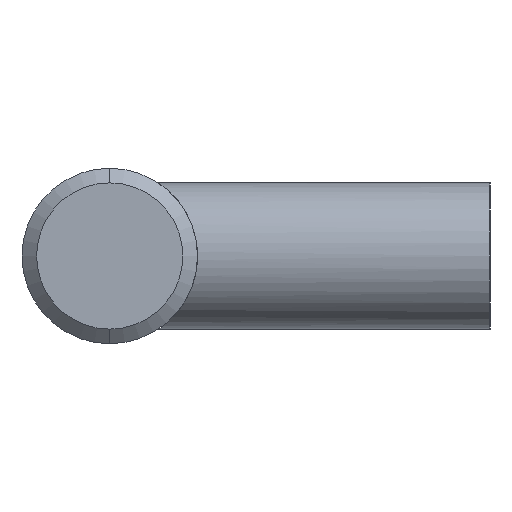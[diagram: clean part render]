
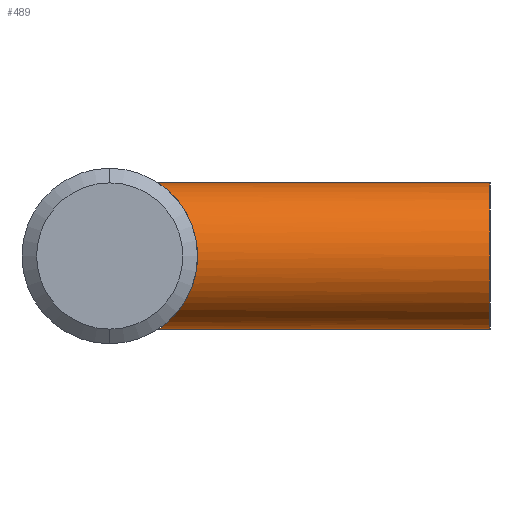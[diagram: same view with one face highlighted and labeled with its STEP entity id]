
A CAD part, left-side view. The second image highlights one B-rep face of the part: STEP entity #489.
In plain terms, the highlighted cylindrical face has radius 5 mm (diameter 10 mm), a partial arc.
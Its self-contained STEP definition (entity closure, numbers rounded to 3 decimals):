
#15 = DIRECTION ( 'NONE',  ( 0., 1., 0. ) ) ;
#30 = DIRECTION ( 'NONE',  ( 0., 1., 0. ) ) ;
#38 = CARTESIAN_POINT ( 'NONE',  ( -4.991, -5.992, 0.354 ) ) ;
#39 = FACE_OUTER_BOUND ( 'NONE', #542, .T. ) ;
#43 = DIRECTION ( 'NONE',  ( 0., 1., 0. ) ) ;
#44 = CARTESIAN_POINT ( 'NONE',  ( -3.272, -4.656, 3.794 ) ) ;
#49 = CARTESIAN_POINT ( 'NONE',  ( 0., -3.317, -5. ) ) ;
#78 = AXIS2_PLACEMENT_3D ( 'NONE', #539, #43, #578 ) ;
#84 = CARTESIAN_POINT ( 'NONE',  ( -4.444, -5.545, 2.316 ) ) ;
#85 = VERTEX_POINT ( 'NONE', #49 ) ;
#90 = ORIENTED_EDGE ( 'NONE', *, *, #143, .T. ) ;
#93 = VECTOR ( 'NONE', #411, 1000. ) ;
#94 = CARTESIAN_POINT ( 'NONE',  ( -0.354, -3.317, 5. ) ) ;
#108 = ORIENTED_EDGE ( 'NONE', *, *, #370, .F. ) ;
#118 = CARTESIAN_POINT ( 'NONE',  ( 0., -26., 0. ) ) ;
#126 = CARTESIAN_POINT ( 'NONE',  ( -4.928, -5.94, -0.863 ) ) ;
#128 = CARTESIAN_POINT ( 'NONE',  ( -3.921, -5.134, 3.119 ) ) ;
#134 = CARTESIAN_POINT ( 'NONE',  ( -0.696, -3.374, 4.963 ) ) ;
#143 = EDGE_CURVE ( 'NONE', #419, #336, #405, .T. ) ;
#145 = CARTESIAN_POINT ( 'NONE',  ( -1.667, -3.704, 4.724 ) ) ;
#172 = CARTESIAN_POINT ( 'NONE',  ( 0., -26., -5. ) ) ;
#179 = VERTEX_POINT ( 'NONE', #312 ) ;
#180 = CARTESIAN_POINT ( 'NONE',  ( -5.009, -6.008, 0.006 ) ) ;
#188 = CARTESIAN_POINT ( 'NONE',  ( -2.252, -4.001, -4.475 ) ) ;
#192 = EDGE_CURVE ( 'NONE', #336, #179, #216, .T. ) ;
#215 = B_SPLINE_CURVE_WITH_KNOTS ( 'NONE', 3,
 ( #368, #94, #134, #379, #145, #271, #488, #535, #44, #239, #128, #579, #84, #318, #223, #479, #268, #38, #180, #583, #625, #126, #528, #228, #234, #277, #425, #436, #541, #635, #482, #188, #334, #282, #316, #574, #417, #544, #627, #323, #363 ),
 .UNSPECIFIED., .F., .F.,
 ( 4, 2, 2, 2, 2, 2, 2, 2, 2, 1, 2, 2, 2, 2, 2, 2, 2, 2, 2, 2, 4 ),
 ( 0., 0.001, 0.002, 0.003, 0.004, 0.005, 0.006, 0.007, 0.008, 0.008, 0.009, 0.009, 0.01, 0.011, 0.013, 0.014, 0.015, 0.015, 0.016, 0.016, 0.017 ),
 .UNSPECIFIED. ) ;
#216 = LINE ( 'NONE', #309, #93 ) ;
#223 = CARTESIAN_POINT ( 'NONE',  ( -4.818, -5.849, 1.38 ) ) ;
#228 = CARTESIAN_POINT ( 'NONE',  ( -4.717, -5.766, -1.692 ) ) ;
#234 = CARTESIAN_POINT ( 'NONE',  ( -4.449, -5.548, -2.307 ) ) ;
#239 = CARTESIAN_POINT ( 'NONE',  ( -3.714, -4.977, 3.362 ) ) ;
#242 = ORIENTED_EDGE ( 'NONE', *, *, #269, .T. ) ;
#268 = CARTESIAN_POINT ( 'NONE',  ( -4.954, -5.961, 0.702 ) ) ;
#269 = EDGE_CURVE ( 'NONE', #179, #85, #215, .T. ) ;
#271 = CARTESIAN_POINT ( 'NONE',  ( -2.249, -3.999, 4.477 ) ) ;
#277 = CARTESIAN_POINT ( 'NONE',  ( -4.289, -5.42, -2.59 ) ) ;
#282 = CARTESIAN_POINT ( 'NONE',  ( -1.667, -3.709, -4.717 ) ) ;
#296 = VECTOR ( 'NONE', #30, 1000. ) ;
#309 = CARTESIAN_POINT ( 'NONE',  ( 0., -26., 5. ) ) ;
#312 = CARTESIAN_POINT ( 'NONE',  ( 0., -3.317, 5. ) ) ;
#316 = CARTESIAN_POINT ( 'NONE',  ( -1.356, -3.58, -4.815 ) ) ;
#318 = CARTESIAN_POINT ( 'NONE',  ( -4.713, -5.762, 1.703 ) ) ;
#323 = CARTESIAN_POINT ( 'NONE',  ( -0.175, -3.317, -5. ) ) ;
#334 = CARTESIAN_POINT ( 'NONE',  ( -1.816, -3.779, -4.661 ) ) ;
#336 = VERTEX_POINT ( 'NONE', #472 ) ;
#363 = CARTESIAN_POINT ( 'NONE',  ( 0., -3.317, -5. ) ) ;
#368 = CARTESIAN_POINT ( 'NONE',  ( 0., -3.317, 5. ) ) ;
#370 = EDGE_CURVE ( 'NONE', #419, #85, #632, .T. ) ;
#379 = CARTESIAN_POINT ( 'NONE',  ( -1.36, -3.571, 4.823 ) ) ;
#405 = CIRCLE ( 'NONE', #537, 5. ) ;
#411 = DIRECTION ( 'NONE',  ( 0., 1., 0. ) ) ;
#417 = CARTESIAN_POINT ( 'NONE',  ( -0.865, -3.424, -4.927 ) ) ;
#419 = VERTEX_POINT ( 'NONE', #638 ) ;
#420 = CYLINDRICAL_SURFACE ( 'NONE', #78, 5. ) ;
#425 = CARTESIAN_POINT ( 'NONE',  ( -3.924, -5.136, -3.116 ) ) ;
#427 = ORIENTED_EDGE ( 'NONE', *, *, #192, .T. ) ;
#436 = CARTESIAN_POINT ( 'NONE',  ( -3.718, -4.98, -3.357 ) ) ;
#454 = DIRECTION ( 'NONE',  ( 0., 0., 1. ) ) ;
#472 = CARTESIAN_POINT ( 'NONE',  ( 0., -26., 5. ) ) ;
#479 = CARTESIAN_POINT ( 'NONE',  ( -4.926, -5.938, 0.875 ) ) ;
#482 = CARTESIAN_POINT ( 'NONE',  ( -2.527, -4.165, -4.325 ) ) ;
#488 = CARTESIAN_POINT ( 'NONE',  ( -2.525, -4.164, 4.327 ) ) ;
#489 = ADVANCED_FACE ( 'NONE', ( #39 ), #420, .T. ) ;
#528 = CARTESIAN_POINT ( 'NONE',  ( -4.821, -5.852, -1.369 ) ) ;
#535 = CARTESIAN_POINT ( 'NONE',  ( -3.035, -4.491, 3.986 ) ) ;
#537 = AXIS2_PLACEMENT_3D ( 'NONE', #118, #15, #454 ) ;
#539 = CARTESIAN_POINT ( 'NONE',  ( 0., -26., 0. ) ) ;
#541 = CARTESIAN_POINT ( 'NONE',  ( -3.277, -4.66, -3.789 ) ) ;
#542 = EDGE_LOOP ( 'NONE', ( #108, #90, #427, #242 ) ) ;
#544 = CARTESIAN_POINT ( 'NONE',  ( -0.697, -3.385, -4.954 ) ) ;
#574 = CARTESIAN_POINT ( 'NONE',  ( -1.195, -3.522, -4.858 ) ) ;
#578 = DIRECTION ( 'NONE',  ( 0., 0., 1. ) ) ;
#579 = CARTESIAN_POINT ( 'NONE',  ( -4.284, -5.417, 2.597 ) ) ;
#583 = CARTESIAN_POINT ( 'NONE',  ( -4.991, -5.993, -0.342 ) ) ;
#625 = CARTESIAN_POINT ( 'NONE',  ( -4.955, -5.963, -0.689 ) ) ;
#627 = CARTESIAN_POINT ( 'NONE',  ( -0.353, -3.331, -4.991 ) ) ;
#632 = LINE ( 'NONE', #172, #296 ) ;
#635 = CARTESIAN_POINT ( 'NONE',  ( -3.04, -4.494, -3.982 ) ) ;
#638 = CARTESIAN_POINT ( 'NONE',  ( 0., -26., -5. ) ) ;
